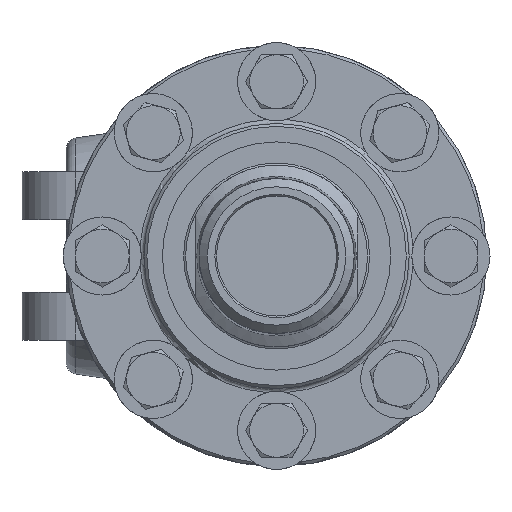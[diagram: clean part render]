
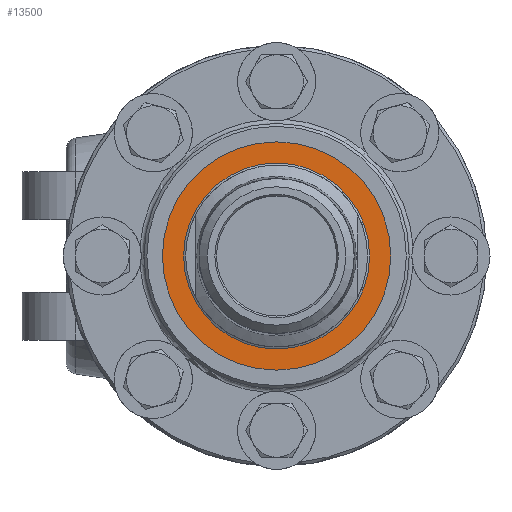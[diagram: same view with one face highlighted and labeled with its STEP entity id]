
A CAD part, left-side view. The second image highlights one B-rep face of the part: STEP entity #13500.
In plain terms, the highlighted planar face has unit normal (-1, 0, 0).
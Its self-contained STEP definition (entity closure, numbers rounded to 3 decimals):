
#118=FACE_BOUND('',#2751,.T.);
#667=PLANE('',#14394);
#1935=FACE_OUTER_BOUND('',#2750,.T.);
#2750=EDGE_LOOP('',(#11860));
#2751=EDGE_LOOP('',(#11861));
#2994=CIRCLE('',#13755,24.585);
#3220=CIRCLE('',#14395,30.188);
#5733=VERTEX_POINT('',#18478);
#6662=VERTEX_POINT('',#26457);
#7026=EDGE_CURVE('',#5733,#5733,#2994,.T.);
#8463=EDGE_CURVE('',#6662,#6662,#3220,.T.);
#11860=ORIENTED_EDGE('',*,*,#8463,.F.);
#11861=ORIENTED_EDGE('',*,*,#7026,.F.);
#13500=ADVANCED_FACE('',(#1935,#118),#667,.T.);
#13755=AXIS2_PLACEMENT_3D('',#18479,#14951,#14952);
#14394=AXIS2_PLACEMENT_3D('',#26456,#16971,#16972);
#14395=AXIS2_PLACEMENT_3D('',#26458,#16973,#16974);
#14951=DIRECTION('center_axis',(-1.,0.,0.));
#14952=DIRECTION('ref_axis',(0.,0.,
-1.));
#16971=DIRECTION('center_axis',(-1.,0.,0.));
#16972=DIRECTION('ref_axis',(0.,0.402,0.915));
#16973=DIRECTION('center_axis',(1.,0.,0.));
#16974=DIRECTION('ref_axis',(0.,0.,
-1.));
#18478=CARTESIAN_POINT('',(-31.95,0.,24.585));
#18479=CARTESIAN_POINT('Origin',(-31.95,0.,
0.));
#26456=CARTESIAN_POINT('Origin',(-31.95,25.162,-11.062));
#26457=CARTESIAN_POINT('',(-31.95,0.,30.188));
#26458=CARTESIAN_POINT('Origin',(-31.95,0.,
0.));
